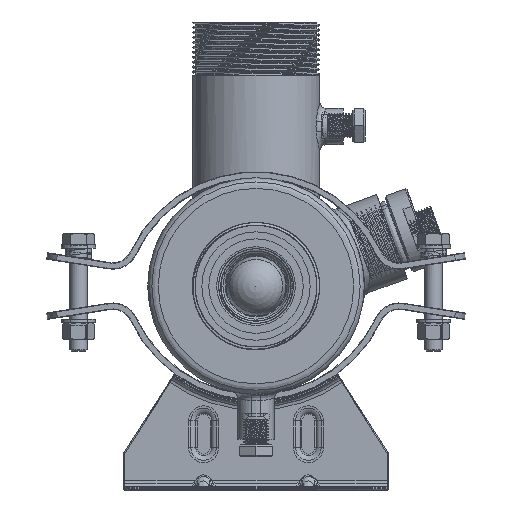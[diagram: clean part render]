
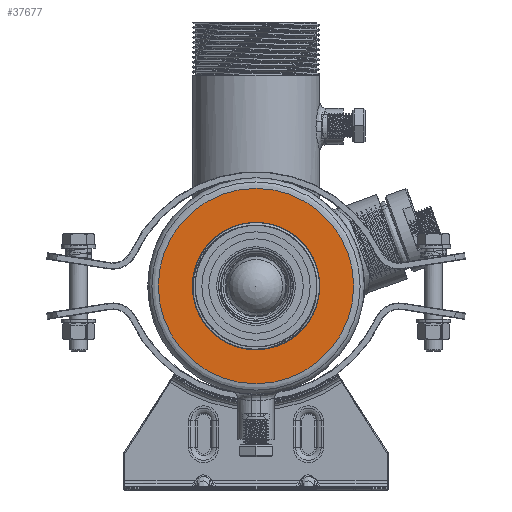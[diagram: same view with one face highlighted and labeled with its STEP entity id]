
A CAD part, left-side view. The second image highlights one B-rep face of the part: STEP entity #37677.
In plain terms, the highlighted planar face has unit normal (-1, 0, 0).
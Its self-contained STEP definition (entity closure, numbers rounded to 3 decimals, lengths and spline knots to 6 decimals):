
#4627=PLANE('',#40460);
#8847=ORIENTED_EDGE('',*,*,#20908,.T.);
#8848=ORIENTED_EDGE('',*,*,#20907,.F.);
#20907=EDGE_CURVE('',#26940,#26940,#30942,.T.);
#20908=EDGE_CURVE('',#26941,#26941,#30943,.T.);
#26940=VERTEX_POINT('',#50834);
#26941=VERTEX_POINT('',#50837);
#30942=CIRCLE('',#40459,0.0458);
#30943=CIRCLE('',#40461,0.0294);
#31922=EDGE_LOOP('',(#8847));
#31923=EDGE_LOOP('',(#8848));
#34611=FACE_BOUND('',#31922,.T.);
#34612=FACE_BOUND('',#31923,.T.);
#37677=ADVANCED_FACE('',(#34611,#34612),#4627,.T.);
#40459=AXIS2_PLACEMENT_3D('',#50833,#43263,#43264);
#40460=AXIS2_PLACEMENT_3D('',#50835,#43265,#43266);
#40461=AXIS2_PLACEMENT_3D('',#50836,#43267,#43268);
#43263=DIRECTION('',(1.,0.,0.));
#43264=DIRECTION('',(0.,0.,-1.));
#43265=DIRECTION('',(-1.,0.,0.));
#43266=DIRECTION('',(0.,0.,1.));
#43267=DIRECTION('',(1.,0.,0.));
#43268=DIRECTION('',(0.,0.,-1.));
#50833=CARTESIAN_POINT('',(-1.212,0.,0.));
#50834=CARTESIAN_POINT('',(-1.212,0.,-0.0458));
#50835=CARTESIAN_POINT('',(-1.212,0.,0.0376));
#50836=CARTESIAN_POINT('',(-1.212,0.,0.));
#50837=CARTESIAN_POINT('',(-1.212,0.,-0.0294));
